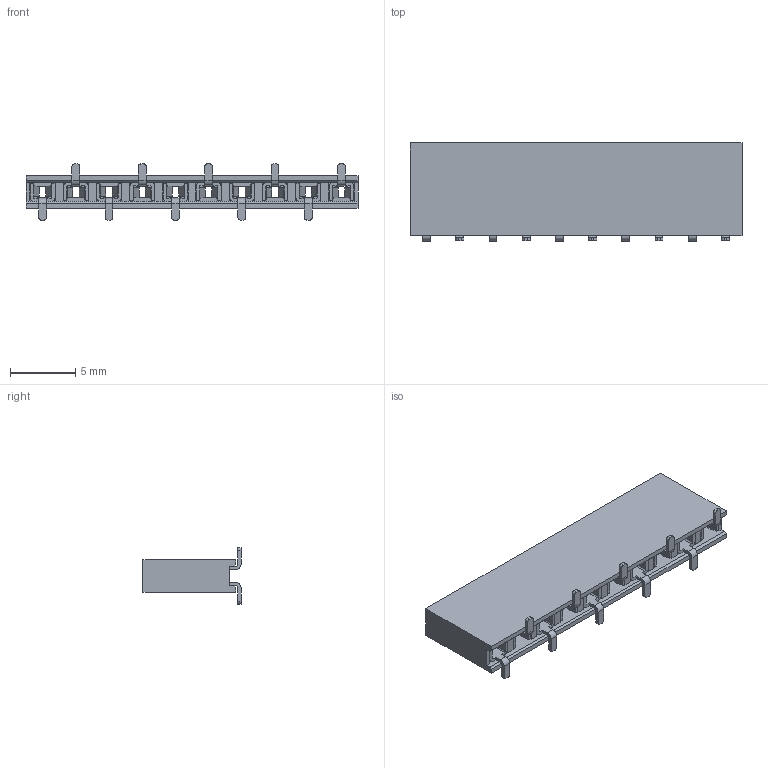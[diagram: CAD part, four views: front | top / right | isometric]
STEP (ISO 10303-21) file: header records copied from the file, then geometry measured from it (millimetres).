
FILE_DESCRIPTION (( 'STEP AP203' ), '1' );
FILE_NAME ('_ _ _C101KFXC-RC.STEP', '2016-08-15T08:51:19', ( 'LUANN HERRING' ), ( 'SULLINS' ), 'SwSTEP 2.0', 'SolidWorks 2015', '' );
FILE_SCHEMA (( 'CONFIG_CONTROL_DESIGN' ));
Length unit declared in the file: inch
Products named in the file (2): _ _ _C101KFXC-RC
Bounding box: 25.4 x 7.5 x 4.3 mm (x, y, z)
Volume: 303.5 mm3; surface area: 1374.2 mm2
Topology: 11 solids, 11 shells, 1022 faces, 2800 edges, 1800 vertices
Faces by surface type: plane 582, cylinder 360, bspline 80
Entity records: 34761 total; most frequent: CARTESIAN_POINT 8664, ORIENTED_EDGE 5600, DIRECTION 5208, EDGE_CURVE 2800, VECTOR 1960, LINE 1960, VERTEX_POINT 1800, AXIS2_PLACEMENT_3D 1624
